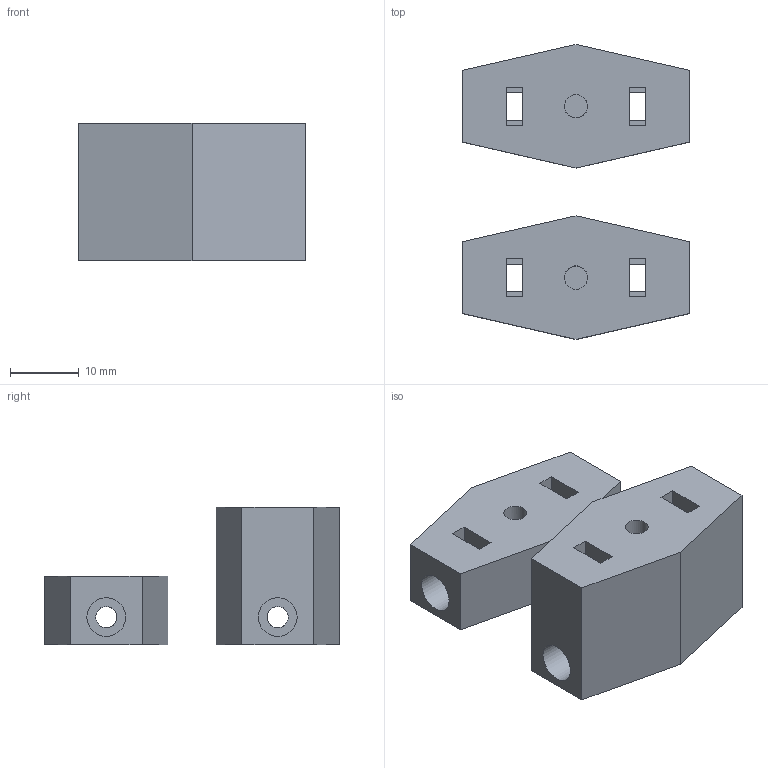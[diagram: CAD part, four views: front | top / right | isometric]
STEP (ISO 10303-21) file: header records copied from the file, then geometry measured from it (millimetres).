
FILE_DESCRIPTION(/* description */ (''),/* implementation_level */ '2;1');
FILE_NAME(/* name */ '816ace92-e311-40ff-b111-483f87864937.stp',/* time_stamp */ '2019-04-16T01:29:33+00:00',/* author */ (''),/* organization */ (''),/* preprocessor_version */ 'ST-DEVELOPER v18',/* originating_system */ 'Autodesk Translation Framework v8.2.0.1029',/* authorisation */ '');
FILE_SCHEMA (('AUTOMOTIVE_DESIGN { 1 0 10303 214 3 1 1 }'));
Length unit declared in the file: millimetre
Products named in the file (1): K-Drill
Bounding box: 33 x 43 x 20 mm (x, y, z)
Volume: 12375.8 mm3; surface area: 6232.2 mm2
Topology: 2 solids, 2 shells, 94 faces, 254 edges, 170 vertices
Faces by surface type: plane 80, cylinder 14
Full cylindrical faces by diameter (mm): 3.1 x8, 3.4 x2, 5.65 x4
Entity records: 3191 total; most frequent: CARTESIAN_POINT 719, ORIENTED_EDGE 508, DIRECTION 462, EDGE_CURVE 254, LINE 220, VECTOR 220, VERTEX_POINT 170, EDGE_LOOP 124
